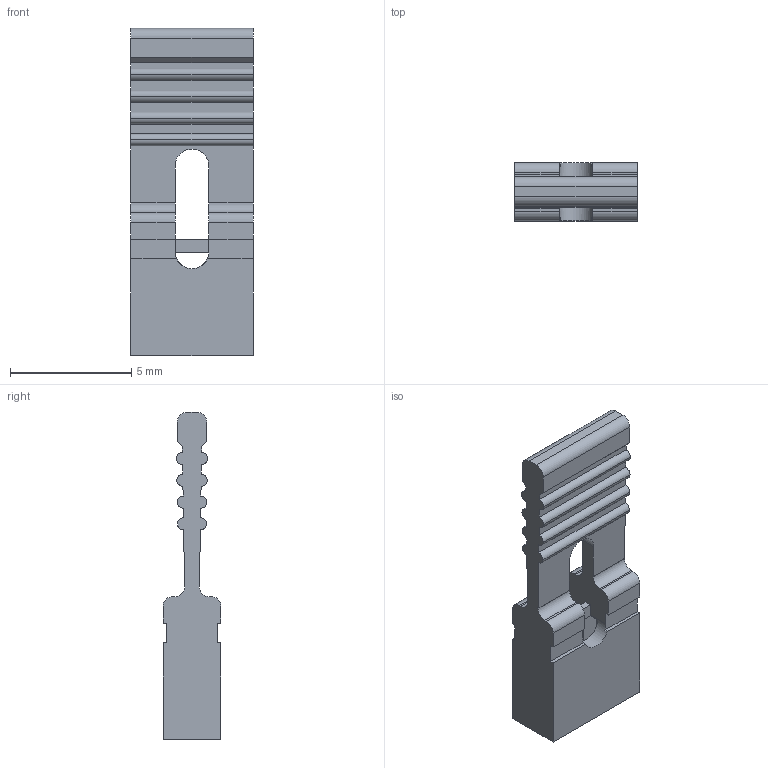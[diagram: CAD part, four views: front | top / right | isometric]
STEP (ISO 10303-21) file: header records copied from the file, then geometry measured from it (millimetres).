
FILE_DESCRIPTION(('FreeCAD Model'),'2;1');
FILE_NAME('User Library-Mini Jumper.step', '2017-03-27T06:57:08',('Author'),(''), 'Open CASCADE STEP processor 6.8','FreeCAD','Unknown');
FILE_SCHEMA(('AUTOMOTIVE_DESIGN_CC2 { 1 2 10303 214 -1 1 5 4 }'));
Length unit declared in the file: millimetre
Products named in the file (2): ASSEMBLY; User_Library-Mini_Jumper
Assembly tree (1 placements, depth 2):
  ASSEMBLY
    User_Library-Mini_Jumper
Bounding box: 5.05 x 2.39 x 13.5 mm (x, y, z)
Volume: 79.2 mm3; surface area: 261.7 mm2
Topology: 1 solids, 1 shells, 87 faces, 270 edges, 180 vertices
Faces by surface type: plane 60, cylinder 27
Entity records: 10171 total; most frequent: CARTESIAN_POINT 4481, DIRECTION 873, LINE 542, VECTOR 542, ORIENTED_EDGE 540, PCURVE 540, DEFINITIONAL_REPRESENTATION 540, EDGE_CURVE 270
